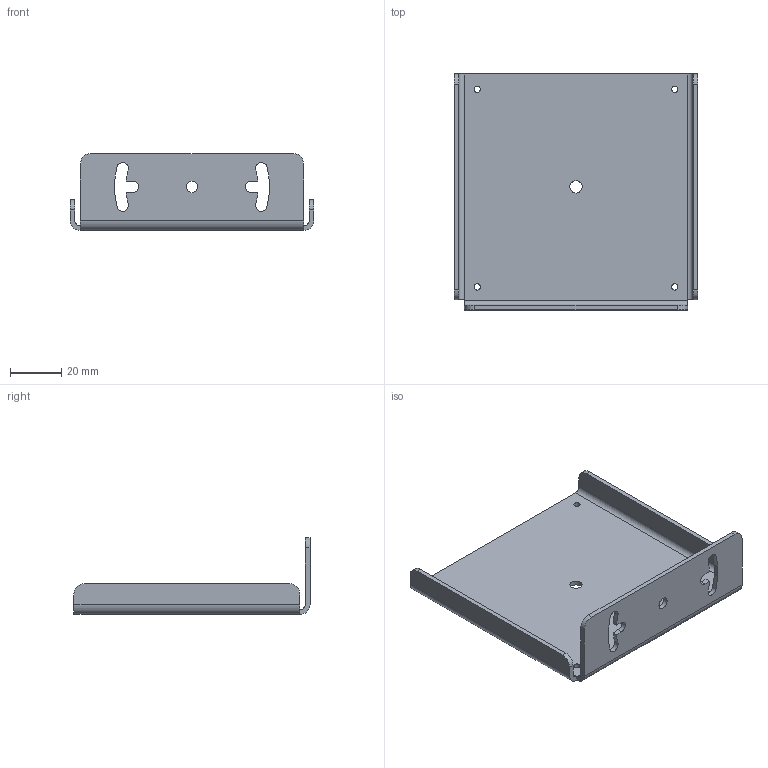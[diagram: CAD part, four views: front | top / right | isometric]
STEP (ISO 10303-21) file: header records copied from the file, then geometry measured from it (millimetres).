
FILE_DESCRIPTION((''),'2;1');
FILE_NAME('141609_SW','2008-08-08T',('banengservice'),('BANNER ENGINEERING'),'PRO/ENGINEER BY PARAMETRIC TECHNOLOGY CORPORATION, 2006170','PRO/ENGINEER BY PARAMETRIC TECHNOLOGY CORPORATION, 2006170','');
FILE_SCHEMA(('CONFIG_CONTROL_DESIGN'));
Length unit declared in the file: inch
Products named in the file (1): 141609_SW
Bounding box: 95 x 92 x 30 mm (x, y, z)
Volume: 22931.9 mm3; surface area: 25818.9 mm2
Topology: 1 solids, 1 shells, 56 faces, 162 edges, 108 vertices
Faces by surface type: cylinder 36, plane 20
Entity records: 1950 total; most frequent: DIRECTION 346, CARTESIAN_POINT 326, ORIENTED_EDGE 324, EDGE_CURVE 162, AXIS2_PLACEMENT_3D 128, VERTEX_POINT 108, VECTOR 90, LINE 90
